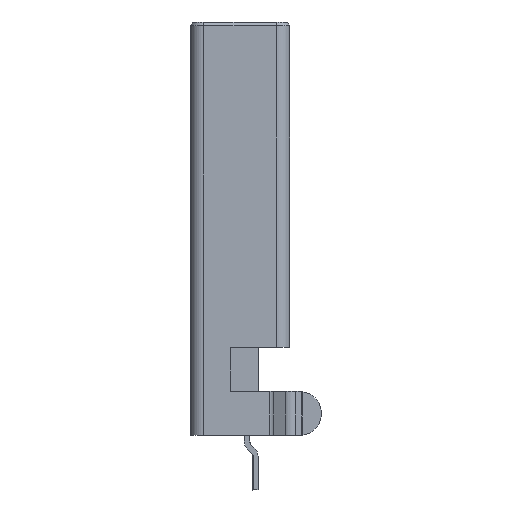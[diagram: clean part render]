
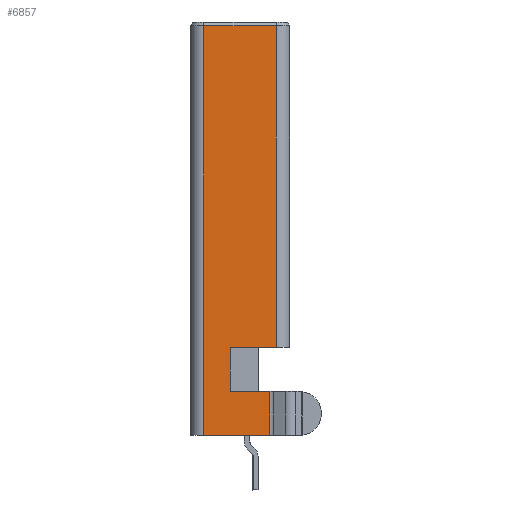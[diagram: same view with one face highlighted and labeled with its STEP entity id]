
A CAD part, left-side view. The second image highlights one B-rep face of the part: STEP entity #6857.
In plain terms, the highlighted face is planar.
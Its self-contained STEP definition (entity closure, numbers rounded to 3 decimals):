
#78 = DIRECTION ( 'NONE',  ( 1., 0., 0. ) ) ;
#245 = DIRECTION ( 'NONE',  ( 0., 1., 0. ) ) ;
#292 = VECTOR ( 'NONE', #15658, 1000. ) ;
#929 = ORIENTED_EDGE ( 'NONE', *, *, #5289, .T. ) ;
#1033 = VECTOR ( 'NONE', #245, 1000. ) ;
#1913 = EDGE_CURVE ( 'NONE', #3440, #20978, #15286, .T. ) ;
#2104 = CARTESIAN_POINT ( 'NONE',  ( 1303.144, 817.723, 2.4 ) ) ;
#2590 = CARTESIAN_POINT ( 'NONE',  ( 1303.144, 808.408, 0.6 ) ) ;
#3314 = DIRECTION ( 'NONE',  ( 0., 0., -1. ) ) ;
#3432 = ORIENTED_EDGE ( 'NONE', *, *, #13410, .T. ) ;
#3440 = VERTEX_POINT ( 'NONE', #15840 ) ;
#3703 = VECTOR ( 'NONE', #11673, 1000. ) ;
#3979 = CARTESIAN_POINT ( 'NONE',  ( 1303.144, 817.723, 0.6 ) ) ;
#4617 = EDGE_CURVE ( 'NONE', #9396, #11305, #18455, .T. ) ;
#4759 = AXIS2_PLACEMENT_3D ( 'NONE', #13224, #78, #3314 ) ;
#5021 = LINE ( 'NONE', #3979, #14156 ) ;
#5027 = CARTESIAN_POINT ( 'NONE',  ( 1303.144, 827.038, 1.95 ) ) ;
#5049 = VERTEX_POINT ( 'NONE', #2590 ) ;
#5289 = EDGE_CURVE ( 'NONE', #20978, #15820, #18256, .T. ) ;
#5745 = CARTESIAN_POINT ( 'NONE',  ( 1303.144, 808.408, 1.725 ) ) ;
#6160 = ORIENTED_EDGE ( 'NONE', *, *, #7121, .T. ) ;
#6675 = DIRECTION ( 'NONE',  ( 0., 0., 1. ) ) ;
#6857 = ADVANCED_FACE ( 'NONE', ( #10115 ), #9711, .T. ) ;
#7121 = EDGE_CURVE ( 'NONE', #9796, #3440, #13100, .T. ) ;
#8135 = CARTESIAN_POINT ( 'NONE',  ( 1303.144, 812.408, 0.3 ) ) ;
#8948 = ORIENTED_EDGE ( 'NONE', *, *, #14224, .T. ) ;
#9396 = VERTEX_POINT ( 'NONE', #12133 ) ;
#9658 = CARTESIAN_POINT ( 'NONE',  ( 1303.144, 827.038, 3.6 ) ) ;
#9711 = PLANE ( 'NONE',  #4759 ) ;
#9796 = VERTEX_POINT ( 'NONE', #16551 ) ;
#9884 = CARTESIAN_POINT ( 'NONE',  ( 1303.144, 812.408, 1.95 ) ) ;
#9979 = DIRECTION ( 'NONE',  ( 0., 0., -1. ) ) ;
#9999 = VECTOR ( 'NONE', #6675, 1000. ) ;
#10115 = FACE_OUTER_BOUND ( 'NONE', #13325, .T. ) ;
#11305 = VERTEX_POINT ( 'NONE', #9658 ) ;
#11485 = DIRECTION ( 'NONE',  ( 0., 1., 0. ) ) ;
#11626 = CARTESIAN_POINT ( 'NONE',  ( 1303.144, 812.408, 2.4 ) ) ;
#11673 = DIRECTION ( 'NONE',  ( 0., 0., 1. ) ) ;
#11885 = LINE ( 'NONE', #5027, #3703 ) ;
#12133 = CARTESIAN_POINT ( 'NONE',  ( 1303.144, 808.408, 3.6 ) ) ;
#13100 = LINE ( 'NONE', #18161, #9999 ) ;
#13181 = CARTESIAN_POINT ( 'NONE',  ( 1303.144, 812.408, 0.3 ) ) ;
#13224 = CARTESIAN_POINT ( 'NONE',  ( 1303.144, 817.723, 1.95 ) ) ;
#13325 = EDGE_LOOP ( 'NONE', ( #18630, #14861, #20311, #8948, #3432, #6160, #19945, #929 ) ) ;
#13410 = EDGE_CURVE ( 'NONE', #5049, #9796, #5021, .T. ) ;
#13814 = EDGE_CURVE ( 'NONE', #15820, #15804, #18138, .T. ) ;
#14156 = VECTOR ( 'NONE', #14943, 1000. ) ;
#14224 = EDGE_CURVE ( 'NONE', #9396, #5049, #18855, .T. ) ;
#14861 = ORIENTED_EDGE ( 'NONE', *, *, #20500, .T. ) ;
#14866 = DIRECTION ( 'NONE',  ( 0., 1., 0. ) ) ;
#14943 = DIRECTION ( 'NONE',  ( 0., 1., 0. ) ) ;
#15286 = LINE ( 'NONE', #2104, #15443 ) ;
#15360 = CARTESIAN_POINT ( 'NONE',  ( 1303.144, 808.036, 3.6 ) ) ;
#15443 = VECTOR ( 'NONE', #14866, 1000. ) ;
#15658 = DIRECTION ( 'NONE',  ( 0., 0., -1. ) ) ;
#15693 = VECTOR ( 'NONE', #9979, 1000. ) ;
#15804 = VERTEX_POINT ( 'NONE', #16325 ) ;
#15820 = VERTEX_POINT ( 'NONE', #8135 ) ;
#15840 = CARTESIAN_POINT ( 'NONE',  ( 1303.144, 810.408, 2.4 ) ) ;
#16325 = CARTESIAN_POINT ( 'NONE',  ( 1303.144, 827.038, 0.3 ) ) ;
#16551 = CARTESIAN_POINT ( 'NONE',  ( 1303.144, 810.408, 0.6 ) ) ;
#18138 = LINE ( 'NONE', #13181, #19988 ) ;
#18161 = CARTESIAN_POINT ( 'NONE',  ( 1303.144, 810.408, 1.95 ) ) ;
#18256 = LINE ( 'NONE', #9884, #15693 ) ;
#18455 = LINE ( 'NONE', #15360, #1033 ) ;
#18630 = ORIENTED_EDGE ( 'NONE', *, *, #13814, .T. ) ;
#18855 = LINE ( 'NONE', #5745, #292 ) ;
#19945 = ORIENTED_EDGE ( 'NONE', *, *, #1913, .T. ) ;
#19988 = VECTOR ( 'NONE', #11485, 1000. ) ;
#20311 = ORIENTED_EDGE ( 'NONE', *, *, #4617, .F. ) ;
#20500 = EDGE_CURVE ( 'NONE', #15804, #11305, #11885, .T. ) ;
#20978 = VERTEX_POINT ( 'NONE', #11626 ) ;
